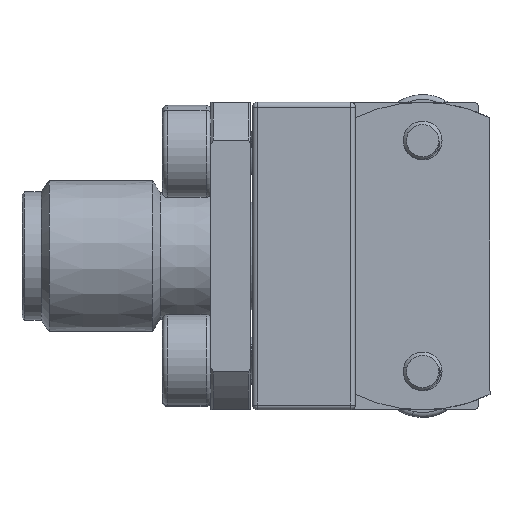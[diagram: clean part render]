
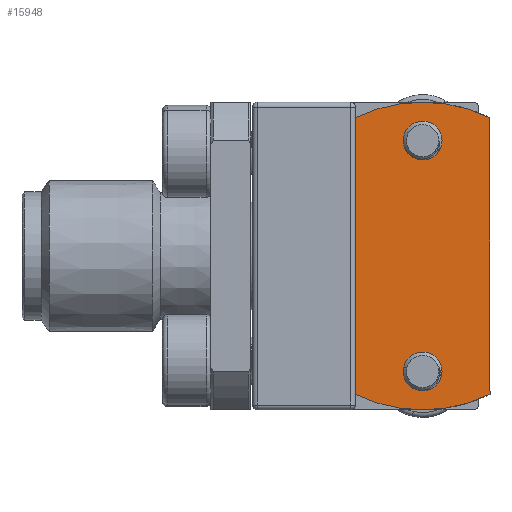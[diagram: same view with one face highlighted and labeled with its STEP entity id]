
A CAD part, front view. The second image highlights one B-rep face of the part: STEP entity #15948.
In plain terms, the highlighted planar face has unit normal (0, -1, 0).
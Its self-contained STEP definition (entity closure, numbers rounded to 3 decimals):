
#710 = CARTESIAN_POINT ( 'NONE',  ( 9.336, -3.094, -5.142 ) ) ;
#916 = DIRECTION ( 'NONE',  ( 1., 0., 0. ) ) ;
#930 = CIRCLE ( 'NONE', #12995, 0.8 ) ;
#1089 = DIRECTION ( 'NONE',  ( 0., 0., -1. ) ) ;
#1495 = CIRCLE ( 'NONE', #7415, 6.35 ) ;
#1565 = ORIENTED_EDGE ( 'NONE', *, *, #9046, .T. ) ;
#1669 = DIRECTION ( 'NONE',  ( 0., 0., -1. ) ) ;
#2058 = CARTESIAN_POINT ( 'NONE',  ( 12.116, -3.094, -4.765 ) ) ;
#2071 = DIRECTION ( 'NONE',  ( 0., -1., 0. ) ) ;
#2404 = CARTESIAN_POINT ( 'NONE',  ( 9.336, -3.094, 5.709 ) ) ;
#2633 = PLANE ( 'NONE',  #18227 ) ;
#2776 = CARTESIAN_POINT ( 'NONE',  ( 9.336, -3.094, 5.709 ) ) ;
#3096 = FACE_OUTER_BOUND ( 'NONE', #18654, .T. ) ;
#3234 = LINE ( 'NONE', #14206, #9330 ) ;
#3285 = VERTEX_POINT ( 'NONE', #710 ) ;
#3477 = VECTOR ( 'NONE', #9257, 1000. ) ;
#3574 = DIRECTION ( 'NONE',  ( 1., 0., 0. ) ) ;
#3576 = CARTESIAN_POINT ( 'NONE',  ( 9.336, -3.094, 5.709 ) ) ;
#3613 = ORIENTED_EDGE ( 'NONE', *, *, #14336, .T. ) ;
#4112 = EDGE_CURVE ( 'NONE', #13551, #18163, #19113, .T. ) ;
#4200 = EDGE_LOOP ( 'NONE', ( #12924, #5680 ) ) ;
#4481 = VECTOR ( 'NONE', #11698, 1000. ) ;
#4492 = CARTESIAN_POINT ( 'NONE',  ( 12.116, -3.094, 4.765 ) ) ;
#4543 = DIRECTION ( 'NONE',  ( 0., -1., 0. ) ) ;
#5077 = CARTESIAN_POINT ( 'NONE',  ( 14.896, -3.094, 5.709 ) ) ;
#5238 = LINE ( 'NONE', #2776, #10412 ) ;
#5258 = DIRECTION ( 'NONE',  ( -1., 0., 0. ) ) ;
#5410 = LINE ( 'NONE', #10228, #4481 ) ;
#5523 = CARTESIAN_POINT ( 'NONE',  ( 9.336, -3.094, 3.498 ) ) ;
#5680 = ORIENTED_EDGE ( 'NONE', *, *, #7045, .F. ) ;
#5683 = FACE_BOUND ( 'NONE', #7811, .T. ) ;
#6073 = CARTESIAN_POINT ( 'NONE',  ( 11.316, -3.094, -4.765 ) ) ;
#6250 = VERTEX_POINT ( 'NONE', #6073 ) ;
#6510 = CARTESIAN_POINT ( 'NONE',  ( 12.116, -3.094, 4.765 ) ) ;
#6570 = EDGE_CURVE ( 'NONE', #19026, #13632, #17284, .T. ) ;
#6788 = CIRCLE ( 'NONE', #12235, 0.8 ) ;
#6963 = LINE ( 'NONE', #18273, #18489 ) ;
#7045 = EDGE_CURVE ( 'NONE', #18597, #6250, #8570, .T. ) ;
#7397 = CARTESIAN_POINT ( 'NONE',  ( 9.336, -3.094, -5.709 ) ) ;
#7415 = AXIS2_PLACEMENT_3D ( 'NONE', #13574, #4543, #14998 ) ;
#7547 = DIRECTION ( 'NONE',  ( 0., -1., 0. ) ) ;
#7797 = CARTESIAN_POINT ( 'NONE',  ( 14.896, -3.094, -5.709 ) ) ;
#7811 = EDGE_LOOP ( 'NONE', ( #14780, #19235 ) ) ;
#7981 = ORIENTED_EDGE ( 'NONE', *, *, #4112, .T. ) ;
#8072 = VECTOR ( 'NONE', #1089, 1000. ) ;
#8570 = CIRCLE ( 'NONE', #13225, 0.8 ) ;
#9046 = EDGE_CURVE ( 'NONE', #18163, #15173, #5238, .T. ) ;
#9205 = EDGE_CURVE ( 'NONE', #10265, #11327, #1495, .T. ) ;
#9257 = DIRECTION ( 'NONE',  ( 0., 0., -1. ) ) ;
#9330 = VECTOR ( 'NONE', #9769, 1000. ) ;
#9512 = CARTESIAN_POINT ( 'NONE',  ( 12.916, -3.094, -4.765 ) ) ;
#9596 = ORIENTED_EDGE ( 'NONE', *, *, #12719, .T. ) ;
#9679 = FACE_BOUND ( 'NONE', #4200, .T. ) ;
#9769 = DIRECTION ( 'NONE',  ( 0., 0., -1. ) ) ;
#10228 = CARTESIAN_POINT ( 'NONE',  ( 14.896, -3.094, 5.709 ) ) ;
#10265 = VERTEX_POINT ( 'NONE', #7397 ) ;
#10412 = VECTOR ( 'NONE', #17700, 1000. ) ;
#10945 = DIRECTION ( 'NONE',  ( 0., -1., 0. ) ) ;
#11270 = DIRECTION ( 'NONE',  ( 0., -1., 0. ) ) ;
#11327 = VERTEX_POINT ( 'NONE', #7797 ) ;
#11698 = DIRECTION ( 'NONE',  ( 0., 0., 1. ) ) ;
#11734 = CARTESIAN_POINT ( 'NONE',  ( 9.336, -3.094, -3.498 ) ) ;
#11830 = ORIENTED_EDGE ( 'NONE', *, *, #12523, .T. ) ;
#11981 = CARTESIAN_POINT ( 'NONE',  ( 12.116, -3.094, -4.765 ) ) ;
#12033 = VERTEX_POINT ( 'NONE', #3576 ) ;
#12065 = DIRECTION ( 'NONE',  ( 1., 0., 0. ) ) ;
#12106 = CARTESIAN_POINT ( 'NONE',  ( 9.336, -3.094, 5.709 ) ) ;
#12235 = AXIS2_PLACEMENT_3D ( 'NONE', #11981, #7547, #18132 ) ;
#12523 = EDGE_CURVE ( 'NONE', #15173, #3285, #15238, .T. ) ;
#12586 = DIRECTION ( 'NONE',  ( 1., 0., 0. ) ) ;
#12639 = VERTEX_POINT ( 'NONE', #5077 ) ;
#12719 = EDGE_CURVE ( 'NONE', #12639, #12033, #16188, .T. ) ;
#12924 = ORIENTED_EDGE ( 'NONE', *, *, #17335, .F. ) ;
#12985 = ORIENTED_EDGE ( 'NONE', *, *, #9205, .T. ) ;
#12995 = AXIS2_PLACEMENT_3D ( 'NONE', #4492, #19383, #12065 ) ;
#13225 = AXIS2_PLACEMENT_3D ( 'NONE', #2058, #11270, #5258 ) ;
#13551 = VERTEX_POINT ( 'NONE', #17465 ) ;
#13574 = CARTESIAN_POINT ( 'NONE',  ( 12.116, -3.094, 0. ) ) ;
#13632 = VERTEX_POINT ( 'NONE', #19397 ) ;
#14101 = AXIS2_PLACEMENT_3D ( 'NONE', #6510, #2071, #12586 ) ;
#14206 = CARTESIAN_POINT ( 'NONE',  ( 9.336, -3.094, 5.709 ) ) ;
#14336 = EDGE_CURVE ( 'NONE', #12033, #13551, #6963, .T. ) ;
#14447 = ORIENTED_EDGE ( 'NONE', *, *, #16567, .T. ) ;
#14541 = DIRECTION ( 'NONE',  ( 0., -1., 0. ) ) ;
#14780 = ORIENTED_EDGE ( 'NONE', *, *, #6570, .F. ) ;
#14998 = DIRECTION ( 'NONE',  ( 1., 0., 0. ) ) ;
#15173 = VERTEX_POINT ( 'NONE', #11734 ) ;
#15238 = LINE ( 'NONE', #12106, #3477 ) ;
#15778 = ORIENTED_EDGE ( 'NONE', *, *, #19470, .T. ) ;
#15948 = ADVANCED_FACE ( 'NONE', ( #5683, #3096, #9679 ), #2633, .T. ) ;
#16188 = CIRCLE ( 'NONE', #18444, 6.35 ) ;
#16567 = EDGE_CURVE ( 'NONE', #11327, #12639, #5410, .T. ) ;
#17284 = CIRCLE ( 'NONE', #14101, 0.8 ) ;
#17335 = EDGE_CURVE ( 'NONE', #6250, #18597, #6788, .T. ) ;
#17421 = CARTESIAN_POINT ( 'NONE',  ( 12.116, -3.094, 0. ) ) ;
#17465 = CARTESIAN_POINT ( 'NONE',  ( 9.336, -3.094, 5.142 ) ) ;
#17700 = DIRECTION ( 'NONE',  ( 0., 0., -1. ) ) ;
#17768 = EDGE_CURVE ( 'NONE', #13632, #19026, #930, .T. ) ;
#18132 = DIRECTION ( 'NONE',  ( -1., 0., 0. ) ) ;
#18163 = VERTEX_POINT ( 'NONE', #5523 ) ;
#18227 = AXIS2_PLACEMENT_3D ( 'NONE', #17421, #14541, #916 ) ;
#18273 = CARTESIAN_POINT ( 'NONE',  ( 9.336, -3.094, 5.709 ) ) ;
#18299 = CARTESIAN_POINT ( 'NONE',  ( 11.316, -3.094, 4.765 ) ) ;
#18444 = AXIS2_PLACEMENT_3D ( 'NONE', #18733, #10945, #3574 ) ;
#18489 = VECTOR ( 'NONE', #1669, 1000. ) ;
#18597 = VERTEX_POINT ( 'NONE', #9512 ) ;
#18654 = EDGE_LOOP ( 'NONE', ( #9596, #3613, #7981, #1565, #11830, #15778, #12985, #14447 ) ) ;
#18733 = CARTESIAN_POINT ( 'NONE',  ( 12.116, -3.094, 0. ) ) ;
#19026 = VERTEX_POINT ( 'NONE', #18299 ) ;
#19113 = LINE ( 'NONE', #2404, #8072 ) ;
#19235 = ORIENTED_EDGE ( 'NONE', *, *, #17768, .F. ) ;
#19383 = DIRECTION ( 'NONE',  ( 0., -1., 0. ) ) ;
#19397 = CARTESIAN_POINT ( 'NONE',  ( 12.916, -3.094, 4.765 ) ) ;
#19470 = EDGE_CURVE ( 'NONE', #3285, #10265, #3234, .T. ) ;
